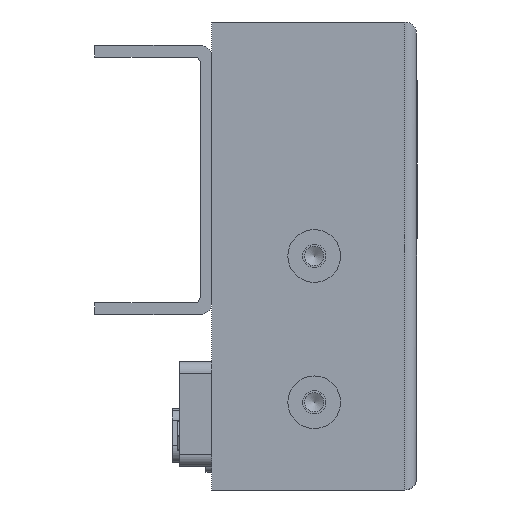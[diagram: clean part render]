
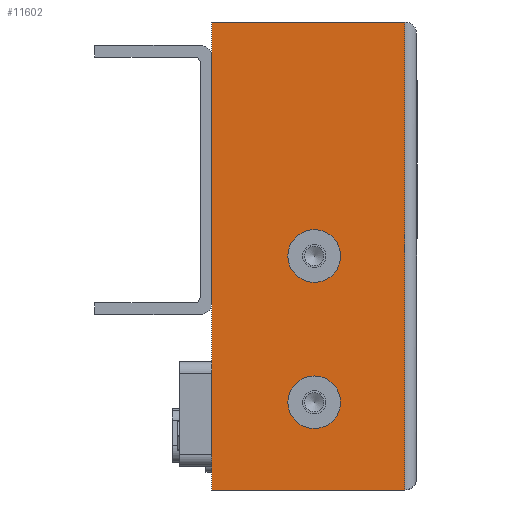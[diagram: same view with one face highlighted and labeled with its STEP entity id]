
A CAD part, left-side view. The second image highlights one B-rep face of the part: STEP entity #11602.
In plain terms, the highlighted face is planar.
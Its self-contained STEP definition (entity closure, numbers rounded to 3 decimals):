
#5076=CIRCLE('',#10963,4.5);
#5077=CIRCLE('',#10964,4.5);
#5381=ORIENTED_EDGE('',*,*,#7019,.T.);
#5382=ORIENTED_EDGE('',*,*,#7018,.F.);
#5383=ORIENTED_EDGE('',*,*,#7006,.F.);
#5384=ORIENTED_EDGE('',*,*,#7011,.T.);
#5385=ORIENTED_EDGE('',*,*,#7020,.F.);
#5386=ORIENTED_EDGE('',*,*,#7021,.F.);
#6285=VECTOR('',#8569,1.);
#6290=VECTOR('',#8576,1.);
#6295=VECTOR('',#8589,1.);
#6296=VECTOR('',#8592,1.);
#6453=LINE('',#9850,#6285);
#6458=LINE('',#9860,#6290);
#6463=LINE('',#9873,#6295);
#6464=LINE('',#9875,#6296);
#6621=VERTEX_POINT('',#9848);
#6622=VERTEX_POINT('',#9849);
#6626=VERTEX_POINT('',#9858);
#6630=VERTEX_POINT('',#9871);
#6631=VERTEX_POINT('',#9876);
#6632=VERTEX_POINT('',#9878);
#7006=EDGE_CURVE('',#6621,#6622,#6453,.T.);
#7011=EDGE_CURVE('',#6621,#6626,#6458,.T.);
#7018=EDGE_CURVE('',#6622,#6630,#6463,.T.);
#7019=EDGE_CURVE('',#6626,#6630,#6464,.T.);
#7020=EDGE_CURVE('',#6631,#6631,#5076,.T.);
#7021=EDGE_CURVE('',#6632,#6632,#5077,.T.);
#7473=EDGE_LOOP('',(#5381,#5382,#5383,#5384));
#7474=EDGE_LOOP('',(#5385));
#7475=EDGE_LOOP('',(#5386));
#8021=FACE_BOUND('',#7473,.T.);
#8022=FACE_BOUND('',#7474,.T.);
#8023=FACE_BOUND('',#7475,.T.);
#8569=DIRECTION('',(-80.,0.,0.));
#8576=DIRECTION('',(0.,0.,-33.));
#8589=DIRECTION('',(0.,0.,-33.));
#8590=DIRECTION('',(0.,1.,0.));
#8591=DIRECTION('',(1.,0.,0.));
#8592=DIRECTION('',(-80.,0.,0.));
#8593=DIRECTION('',(0.,1.,0.));
#8594=DIRECTION('',(0.,0.,4.5));
#8595=DIRECTION('',(0.,1.,0.));
#8596=DIRECTION('',(0.,0.,4.5));
#9848=CARTESIAN_POINT('',(0.,0.,0.));
#9849=CARTESIAN_POINT('',(-80.,0.,0.));
#9850=CARTESIAN_POINT('',(0.,0.,0.));
#9858=CARTESIAN_POINT('',(0.,0.,-33.));
#9860=CARTESIAN_POINT('',(0.,0.,0.));
#9871=CARTESIAN_POINT('',(-80.,0.,-33.));
#9873=CARTESIAN_POINT('',(-80.,0.,0.));
#9874=CARTESIAN_POINT('',(0.,0.,-33.));
#9875=CARTESIAN_POINT('',(0.,0.,-33.));
#9876=CARTESIAN_POINT('',(-15.,0.,-13.));
#9877=CARTESIAN_POINT('',(-15.,0.,-17.5));
#9878=CARTESIAN_POINT('',(-40.,0.,-13.));
#9879=CARTESIAN_POINT('',(-40.,0.,-17.5));
#10962=AXIS2_PLACEMENT_3D('',#9874,#8590,#8591);
#10963=AXIS2_PLACEMENT_3D('',#9877,#8593,#8594);
#10964=AXIS2_PLACEMENT_3D('',#9879,#8595,#8596);
#11516=PLANE('',#10962);
#11602=ADVANCED_FACE('',(#8021,#8022,#8023),#11516,.T.);
